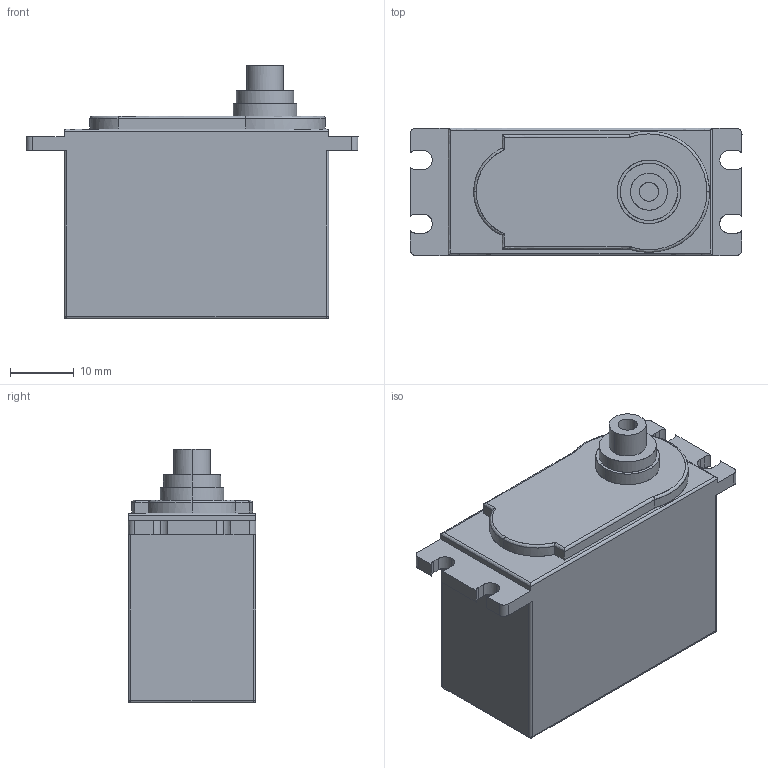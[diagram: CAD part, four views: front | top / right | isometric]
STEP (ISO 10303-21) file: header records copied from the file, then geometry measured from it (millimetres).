
FILE_DESCRIPTION ((), '1');
FILE_NAME ('Forearm_R_MG995 Servo.stp', '2013-09-29T10:18:01', ('Unknown'), ('Unknown'), 'Anar', 'Spacymen', '');
FILE_SCHEMA (('CONFIG_CONTROL_DESIGN'));
Length unit declared in the file: millimetre
Products named in the file (1): product-name
Bounding box: 52.1 x 20 x 39.84 mm (x, y, z)
Surface area: 6161.8 mm2 (no closed solid volume)
Topology: 0 solids, 0 shells, 91 faces, 460 edges, 456 vertices
Faces by surface type: bspline 91
Entity records: 8033 total; most frequent: CARTESIAN_POINT 6443, SURFACE_CURVE 456, COMPOSITE_CURVE_SEGMENT 456, B_SPLINE_CURVE_WITH_KNOTS 364, BOUNDARY_CURVE 96, CURVE_BOUNDED_SURFACE 91, B_SPLINE_SURFACE_WITH_KNOTS 35, PERSON 8
